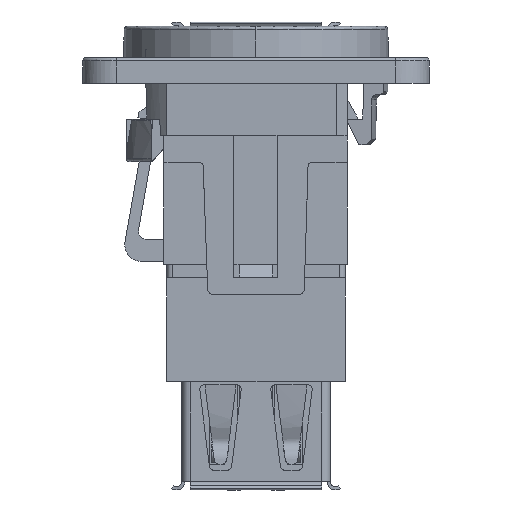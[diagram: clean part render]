
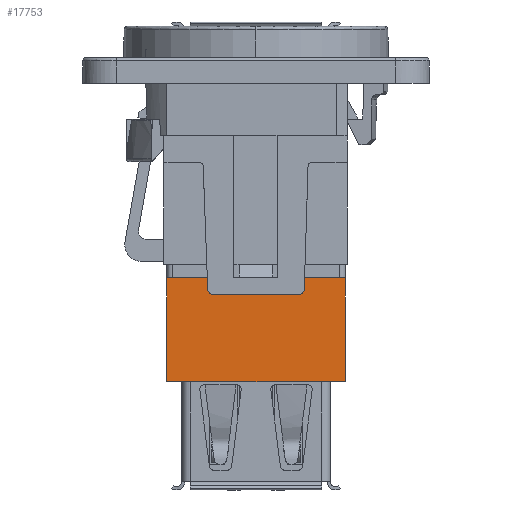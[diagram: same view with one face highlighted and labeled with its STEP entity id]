
A CAD part, left-side view. The second image highlights one B-rep face of the part: STEP entity #17753.
In plain terms, the highlighted planar face has unit normal (-1, 0, 0).
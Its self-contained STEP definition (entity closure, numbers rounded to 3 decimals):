
#4900 = VECTOR ( 'NONE', #21352, 1000. ) ;
#8243 = FACE_OUTER_BOUND ( 'NONE', #47564, .T. ) ;
#8580 = CARTESIAN_POINT ( 'NONE',  ( -5.7, 8., -29. ) ) ;
#9243 = VERTEX_POINT ( 'NONE', #47865 ) ;
#13742 = CARTESIAN_POINT ( 'NONE',  ( -5.7, 0., -19.7 ) ) ;
#13846 = LINE ( 'NONE', #18747, #37027 ) ;
#16037 = DIRECTION ( 'NONE',  ( 0., -1., 0. ) ) ;
#16045 = VECTOR ( 'NONE', #20155, 1000. ) ;
#16553 = VECTOR ( 'NONE', #16852, 1000. ) ;
#16852 = DIRECTION ( 'NONE',  ( 0., 0., -1. ) ) ;
#17719 = LINE ( 'NONE', #13742, #4900 ) ;
#17753 = ADVANCED_FACE ( 'NONE', ( #8243 ), #26856, .T. ) ;
#18747 = CARTESIAN_POINT ( 'NONE',  ( -5.7, -7.036, -29. ) ) ;
#19965 = ORIENTED_EDGE ( 'NONE', *, *, #43309, .F. ) ;
#20155 = DIRECTION ( 'NONE',  ( 0., 0., 1. ) ) ;
#20750 = CARTESIAN_POINT ( 'NONE',  ( -5.7, 8., -29. ) ) ;
#21352 = DIRECTION ( 'NONE',  ( 0., -1., 0. ) ) ;
#21642 = VERTEX_POINT ( 'NONE', #22220 ) ;
#22220 = CARTESIAN_POINT ( 'NONE',  ( -5.7, 8., -19.7 ) ) ;
#25188 = VERTEX_POINT ( 'NONE', #36864 ) ;
#25214 = ORIENTED_EDGE ( 'NONE', *, *, #41382, .F. ) ;
#25317 = ORIENTED_EDGE ( 'NONE', *, *, #41875, .F. ) ;
#26856 = PLANE ( 'NONE',  #42194 ) ;
#29716 = DIRECTION ( 'NONE',  ( 0., 1., 0. ) ) ;
#30422 = LINE ( 'NONE', #35274, #16553 ) ;
#34544 = LINE ( 'NONE', #42301, #16045 ) ;
#35274 = CARTESIAN_POINT ( 'NONE',  ( -5.7, -8., -29. ) ) ;
#36864 = CARTESIAN_POINT ( 'NONE',  ( -5.7, -8., -19.7 ) ) ;
#37027 = VECTOR ( 'NONE', #29716, 1000. ) ;
#41382 = EDGE_CURVE ( 'NONE', #45773, #21642, #34544, .T. ) ;
#41875 = EDGE_CURVE ( 'NONE', #25188, #9243, #30422, .T. ) ;
#42194 = AXIS2_PLACEMENT_3D ( 'NONE', #8580, #45970, #16037 ) ;
#42301 = CARTESIAN_POINT ( 'NONE',  ( -5.7, 8., -29. ) ) ;
#43309 = EDGE_CURVE ( 'NONE', #9243, #45773, #13846, .T. ) ;
#45017 = ORIENTED_EDGE ( 'NONE', *, *, #47723, .F. ) ;
#45773 = VERTEX_POINT ( 'NONE', #20750 ) ;
#45970 = DIRECTION ( 'NONE',  ( -1., 0., 0. ) ) ;
#47564 = EDGE_LOOP ( 'NONE', ( #19965, #25317, #45017, #25214 ) ) ;
#47723 = EDGE_CURVE ( 'NONE', #21642, #25188, #17719, .T. ) ;
#47865 = CARTESIAN_POINT ( 'NONE',  ( -5.7, -8., -29. ) ) ;
